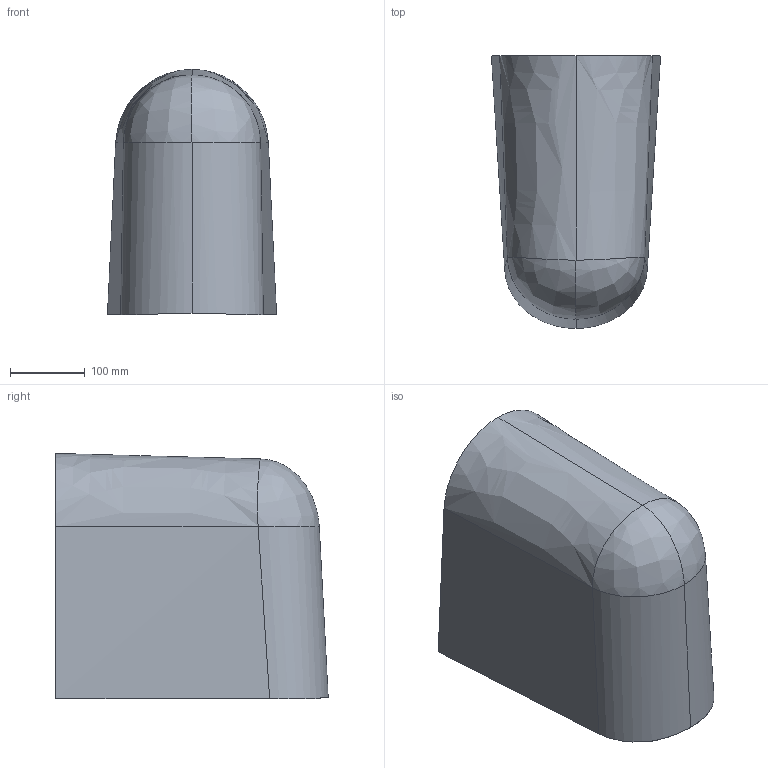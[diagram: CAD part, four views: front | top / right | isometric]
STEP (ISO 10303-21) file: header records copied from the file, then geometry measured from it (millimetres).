
FILE_DESCRIPTION(/* description */ (''),/* implementation_level */ '2;1');
FILE_NAME(/* name */ 'O.novo_ALBH_5266-00.stp',/* time_stamp */ '2013-12-16T07:44:07+01:00',/* author */ (''),/* organization */ (''),/* preprocessor_version */ 'ST-DEVELOPER v11',/* originating_system */ 'SIEMENS PLM Software NX 7.5',/* authorisation */ '');
FILE_SCHEMA (('AUTOMOTIVE_DESIGN { 1 0 10303 214 1 1 1 1 }'));
Length unit declared in the file: millimetre
Products named in the file (1): ConzD539vzi9
Bounding box: 226.25 x 364.49 x 327.96 mm (x, y, z)
Surface area: 589622.5 mm2 (no closed solid volume)
Topology: 0 solids, 1 shells, 62 faces, 158 edges, 92 vertices
Faces by surface type: bspline 40, plane 8, sphere 8, cylinder 6
Entity records: 3649 total; most frequent: CARTESIAN_POINT 2516, ORIENTED_EDGE 290, EDGE_CURVE 148, DIRECTION 124, B_SPLINE_CURVE_WITH_KNOTS 102, VERTEX_POINT 88, EDGE_LOOP 64, ADVANCED_FACE 62
